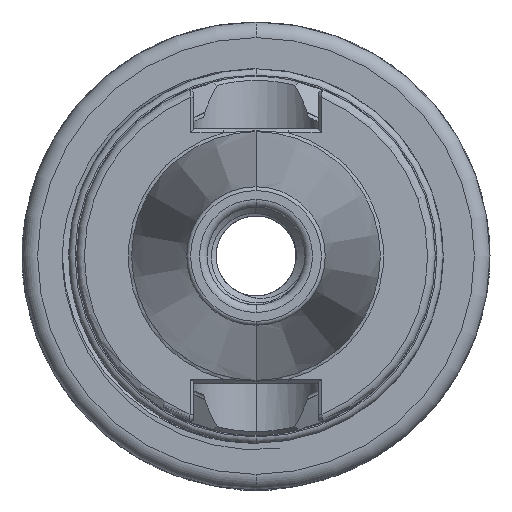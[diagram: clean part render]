
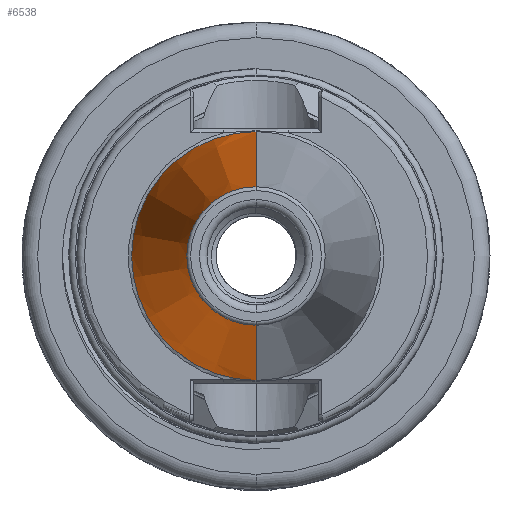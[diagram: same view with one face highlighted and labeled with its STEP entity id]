
A CAD part, left-side view. The second image highlights one B-rep face of the part: STEP entity #6538.
In plain terms, the highlighted conical face has half-angle 8.297 degrees and reference radius 15.948 mm.
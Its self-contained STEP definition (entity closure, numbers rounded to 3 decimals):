
#300 = EDGE_LOOP ( 'NONE', ( #11995, #11981, #11991, #11906 ) ) ;
#1786 = EDGE_CURVE ( 'NONE', #3300, #3253, #2834, .T. ) ;
#1800 = EDGE_CURVE ( 'NONE', #3250, #3300, #2858, .T. ) ;
#1822 = EDGE_CURVE ( 'NONE', #3255, #3253, #2910, .T. ) ;
#1835 = EDGE_CURVE ( 'NONE', #3250, #3255, #2889, .T. ) ;
#2675 = AXIS2_PLACEMENT_3D ( 'NONE', #21597, #21627, #21628 ) ;
#2695 = AXIS2_PLACEMENT_3D ( 'NONE', #20948, #20949, #20969 ) ;
#2834 = CIRCLE ( 'NONE', #2675, 15.948 ) ;
#2858 = LINE ( 'NONE', #21617, #2863 ) ;
#2863 = VECTOR ( 'NONE', #21620, 1000. ) ;
#2889 = CIRCLE ( 'NONE', #2695, 8.879 ) ;
#2910 = LINE ( 'NONE', #20836, #2916 ) ;
#2916 = VECTOR ( 'NONE', #20799, 1000. ) ;
#3250 = VERTEX_POINT ( 'NONE', #21288 ) ;
#3253 = VERTEX_POINT ( 'NONE', #21365 ) ;
#3255 = VERTEX_POINT ( 'NONE', #21304 ) ;
#3300 = VERTEX_POINT ( 'NONE', #21318 ) ;
#6538 = ADVANCED_FACE ( 'NONE', ( #23776 ), #23786, .T. ) ;
#7170 = AXIS2_PLACEMENT_3D ( 'NONE', #9648, #9610, #9642 ) ;
#9610 = DIRECTION ( 'NONE',  ( 1., 0., 0. ) ) ;
#9642 = DIRECTION ( 'NONE',  ( 0., 0., -1. ) ) ;
#9648 = CARTESIAN_POINT ( 'NONE',  ( -1.5, 0., 0. ) ) ;
#11906 = ORIENTED_EDGE ( 'NONE', *, *, #1800, .F. ) ;
#11981 = ORIENTED_EDGE ( 'NONE', *, *, #1822, .T. ) ;
#11991 = ORIENTED_EDGE ( 'NONE', *, *, #1786, .F. ) ;
#11995 = ORIENTED_EDGE ( 'NONE', *, *, #1835, .T. ) ;
#20799 = DIRECTION ( 'NONE',  ( 0.99, 0., 0.144 ) ) ;
#20836 = CARTESIAN_POINT ( 'NONE',  ( -1.5, 0., 15.948 ) ) ;
#20948 = CARTESIAN_POINT ( 'NONE',  ( -49.972, 0., 0. ) ) ;
#20949 = DIRECTION ( 'NONE',  ( 1., 0., 0. ) ) ;
#20969 = DIRECTION ( 'NONE',  ( 0., 0., -1. ) ) ;
#21288 = CARTESIAN_POINT ( 'NONE',  ( -49.972, 0., -8.879 ) ) ;
#21304 = CARTESIAN_POINT ( 'NONE',  ( -49.972, 0., 8.879 ) ) ;
#21318 = CARTESIAN_POINT ( 'NONE',  ( -1.5, 0., -15.948 ) ) ;
#21365 = CARTESIAN_POINT ( 'NONE',  ( -1.5, 0., 15.948 ) ) ;
#21597 = CARTESIAN_POINT ( 'NONE',  ( -1.5, 0., 0. ) ) ;
#21617 = CARTESIAN_POINT ( 'NONE',  ( -1.5, 0., -15.948 ) ) ;
#21620 = DIRECTION ( 'NONE',  ( 0.99, 0., -0.144 ) ) ;
#21627 = DIRECTION ( 'NONE',  ( 1., 0., 0. ) ) ;
#21628 = DIRECTION ( 'NONE',  ( 0., 0., -1. ) ) ;
#23776 = FACE_OUTER_BOUND ( 'NONE', #300, .T. ) ;
#23786 = CONICAL_SURFACE ( 'NONE', #7170, 15.948, 0.145 ) ;
